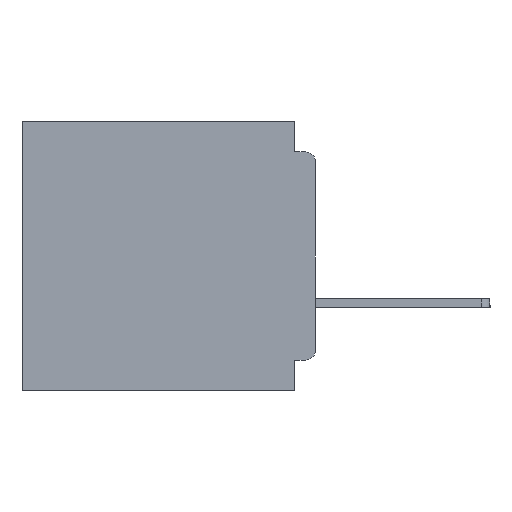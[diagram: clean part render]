
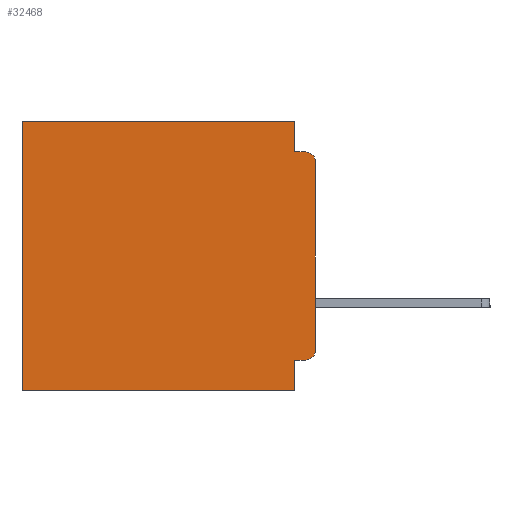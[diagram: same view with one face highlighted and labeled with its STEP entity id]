
A CAD part, left-side view. The second image highlights one B-rep face of the part: STEP entity #32468.
In plain terms, the highlighted planar face has unit normal (-1, 0, 0).
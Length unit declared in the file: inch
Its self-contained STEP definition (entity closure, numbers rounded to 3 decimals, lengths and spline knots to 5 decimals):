
#80 = CARTESIAN_POINT ( 'NONE',  ( 0.3, 0.437, -0.4 ) ) ;
#985 = CARTESIAN_POINT ( 'NONE',  ( 0.3, 0.015, -0.355 ) ) ;
#1750 = DIRECTION ( 'NONE',  ( -1., 0., 0. ) ) ;
#1924 = DIRECTION ( 'NONE',  ( 0., 1., 0. ) ) ;
#2189 = AXIS2_PLACEMENT_3D ( 'NONE', #29229, #6304, #33028 ) ;
#4727 = CARTESIAN_POINT ( 'NONE',  ( 0.3, 0.015, -0.34 ) ) ;
#4788 = CARTESIAN_POINT ( 'NONE',  ( 0.3, 0.437, -0.4 ) ) ;
#5726 = CIRCLE ( 'NONE', #45772, 0.015 ) ;
#6304 = DIRECTION ( 'NONE',  ( 1., 0., 0. ) ) ;
#7778 = VECTOR ( 'NONE', #1924, 39.37008 ) ;
#7927 = CARTESIAN_POINT ( 'NONE',  ( 0.3, 0., -0.4 ) ) ;
#8605 = DIRECTION ( 'NONE',  ( 0., 0., -1. ) ) ;
#8646 = CARTESIAN_POINT ( 'NONE',  ( 0.3, 0.031, -0.4 ) ) ;
#8729 = EDGE_CURVE ( 'NONE', #33183, #43728, #28022, .T. ) ;
#8826 = ORIENTED_EDGE ( 'NONE', *, *, #42587, .T. ) ;
#9566 = LINE ( 'NONE', #8646, #17392 ) ;
#9787 = VERTEX_POINT ( 'NONE', #32750 ) ;
#10918 = FACE_OUTER_BOUND ( 'NONE', #28954, .T. ) ;
#12223 = CARTESIAN_POINT ( 'NONE',  ( 0.3, 0.031, -0.355 ) ) ;
#13539 = ORIENTED_EDGE ( 'NONE', *, *, #18879, .T. ) ;
#13613 = CARTESIAN_POINT ( 'NONE',  ( 0.3, 0.437, 0. ) ) ;
#15251 = CARTESIAN_POINT ( 'NONE',  ( 0.3, 0., -0.06 ) ) ;
#15389 = ORIENTED_EDGE ( 'NONE', *, *, #36646, .F. ) ;
#15452 = LINE ( 'NONE', #27473, #24405 ) ;
#15517 = CARTESIAN_POINT ( 'NONE',  ( 0.3, 0.031, -0.4 ) ) ;
#16133 = DIRECTION ( 'NONE',  ( 0., -1., 0. ) ) ;
#16380 = DIRECTION ( 'NONE',  ( 0., 0., -1. ) ) ;
#16614 = EDGE_CURVE ( 'NONE', #44475, #26177, #33685, .T. ) ;
#17249 = ORIENTED_EDGE ( 'NONE', *, *, #21033, .F. ) ;
#17335 = ORIENTED_EDGE ( 'NONE', *, *, #43862, .F. ) ;
#17392 = VECTOR ( 'NONE', #16380, 39.37008 ) ;
#18516 = ORIENTED_EDGE ( 'NONE', *, *, #47370, .F. ) ;
#18879 = EDGE_CURVE ( 'NONE', #37699, #33183, #22156, .T. ) ;
#18931 = EDGE_CURVE ( 'NONE', #26177, #45451, #9566, .T. ) ;
#18998 = CARTESIAN_POINT ( 'NONE',  ( 0.3, 0.031, -0.045 ) ) ;
#20210 = LINE ( 'NONE', #42200, #30332 ) ;
#21033 = EDGE_CURVE ( 'NONE', #37699, #40332, #20210, .T. ) ;
#21759 = EDGE_CURVE ( 'NONE', #27819, #47506, #5726, .T. ) ;
#22156 = LINE ( 'NONE', #23737, #29893 ) ;
#22181 = ORIENTED_EDGE ( 'NONE', *, *, #8729, .T. ) ;
#22768 = LINE ( 'NONE', #7927, #31702 ) ;
#23613 = VECTOR ( 'NONE', #39894, 39.37008 ) ;
#23737 = CARTESIAN_POINT ( 'NONE',  ( 0.3, 0., 0. ) ) ;
#24405 = VECTOR ( 'NONE', #16133, 39.37008 ) ;
#24710 = CARTESIAN_POINT ( 'NONE',  ( 0.3, 0.015, -0.06 ) ) ;
#24776 = CARTESIAN_POINT ( 'NONE',  ( 0.3, 0., -0.355 ) ) ;
#25401 = PLANE ( 'NONE',  #2189 ) ;
#26177 = VERTEX_POINT ( 'NONE', #12223 ) ;
#26511 = CARTESIAN_POINT ( 'NONE',  ( 0.3, 0.031, 0. ) ) ;
#27473 = CARTESIAN_POINT ( 'NONE',  ( 0.3, 0., -0.045 ) ) ;
#27819 = VERTEX_POINT ( 'NONE', #15251 ) ;
#28022 = LINE ( 'NONE', #80, #46806 ) ;
#28546 = DIRECTION ( 'NONE',  ( 0., 0., -1. ) ) ;
#28879 = ORIENTED_EDGE ( 'NONE', *, *, #16614, .F. ) ;
#28954 = EDGE_LOOP ( 'NONE', ( #18516, #37025, #15389, #17249, #13539, #22181, #17335, #35501, #28879, #8826 ) ) ;
#29229 = CARTESIAN_POINT ( 'NONE',  ( 0.3, 0., -0.4 ) ) ;
#29326 = LINE ( 'NONE', #47410, #7778 ) ;
#29466 = CIRCLE ( 'NONE', #37891, 0.015 ) ;
#29893 = VECTOR ( 'NONE', #35140, 39.37008 ) ;
#30332 = VECTOR ( 'NONE', #45806, 39.37008 ) ;
#30831 = DIRECTION ( 'NONE',  ( 0., 0., -1. ) ) ;
#31509 = DIRECTION ( 'NONE',  ( -1., 0., 0. ) ) ;
#31702 = VECTOR ( 'NONE', #30831, 39.37008 ) ;
#32468 = ADVANCED_FACE ( 'NONE', ( #10918 ), #25401, .F. ) ;
#32750 = CARTESIAN_POINT ( 'NONE',  ( 0.3, 0., -0.34 ) ) ;
#33028 = DIRECTION ( 'NONE',  ( 0., 0., -1. ) ) ;
#33183 = VERTEX_POINT ( 'NONE', #13613 ) ;
#33685 = LINE ( 'NONE', #24776, #23613 ) ;
#34486 = DIRECTION ( 'NONE',  ( 0., 0., -1. ) ) ;
#35140 = DIRECTION ( 'NONE',  ( 0., 1., 0. ) ) ;
#35431 = CARTESIAN_POINT ( 'NONE',  ( 0.3, 0.015, -0.045 ) ) ;
#35501 = ORIENTED_EDGE ( 'NONE', *, *, #18931, .F. ) ;
#36646 = EDGE_CURVE ( 'NONE', #40332, #47506, #15452, .T. ) ;
#37025 = ORIENTED_EDGE ( 'NONE', *, *, #21759, .T. ) ;
#37699 = VERTEX_POINT ( 'NONE', #26511 ) ;
#37891 = AXIS2_PLACEMENT_3D ( 'NONE', #4727, #31509, #8605 ) ;
#39894 = DIRECTION ( 'NONE',  ( 0., 1., 0. ) ) ;
#40332 = VERTEX_POINT ( 'NONE', #18998 ) ;
#42200 = CARTESIAN_POINT ( 'NONE',  ( 0.3, 0.031, 0. ) ) ;
#42587 = EDGE_CURVE ( 'NONE', #44475, #9787, #29466, .T. ) ;
#43728 = VERTEX_POINT ( 'NONE', #4788 ) ;
#43862 = EDGE_CURVE ( 'NONE', #45451, #43728, #29326, .T. ) ;
#44475 = VERTEX_POINT ( 'NONE', #985 ) ;
#45451 = VERTEX_POINT ( 'NONE', #15517 ) ;
#45772 = AXIS2_PLACEMENT_3D ( 'NONE', #24710, #1750, #28546 ) ;
#45806 = DIRECTION ( 'NONE',  ( 0., 0., -1. ) ) ;
#46806 = VECTOR ( 'NONE', #34486, 39.37008 ) ;
#47370 = EDGE_CURVE ( 'NONE', #27819, #9787, #22768, .T. ) ;
#47410 = CARTESIAN_POINT ( 'NONE',  ( 0.3, 0., -0.4 ) ) ;
#47506 = VERTEX_POINT ( 'NONE', #35431 ) ;
